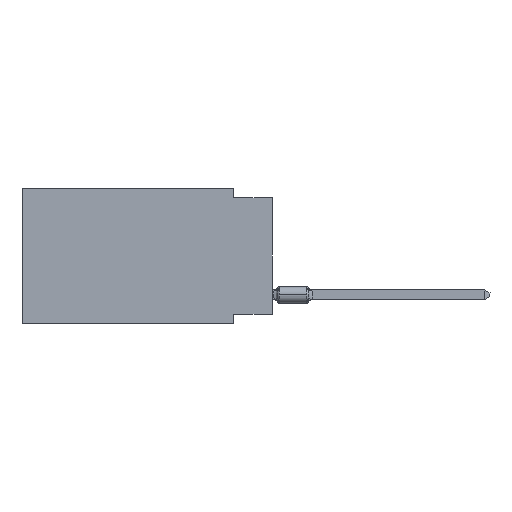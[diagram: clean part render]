
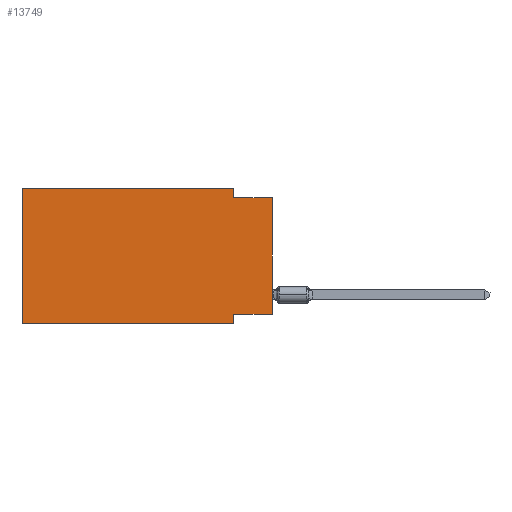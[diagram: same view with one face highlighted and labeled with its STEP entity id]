
A CAD part, left-side view. The second image highlights one B-rep face of the part: STEP entity #13749.
In plain terms, the highlighted planar face has unit normal (-1, 0, 0).
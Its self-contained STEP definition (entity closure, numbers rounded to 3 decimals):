
#335 = EDGE_CURVE ( 'NONE', #4863, #7021, #25137, .T. ) ;
#1689 = PLANE ( 'NONE',  #8280 ) ;
#1789 = EDGE_CURVE ( 'NONE', #2421, #22815, #23773, .T. ) ;
#1968 = CARTESIAN_POINT ( 'NONE',  ( 0., 16.383, 0. ) ) ;
#2421 = VERTEX_POINT ( 'NONE', #21052 ) ;
#2490 = ORIENTED_EDGE ( 'NONE', *, *, #17333, .F. ) ;
#3529 = DIRECTION ( 'NONE',  ( 0., 0., -1. ) ) ;
#3845 = DIRECTION ( 'NONE',  ( 1., 0., 0. ) ) ;
#4053 = DIRECTION ( 'NONE',  ( 0., 1., 0. ) ) ;
#4086 = CARTESIAN_POINT ( 'NONE',  ( 0., 16.383, -8.89 ) ) ;
#4452 = CARTESIAN_POINT ( 'NONE',  ( 0., 16.383, 0. ) ) ;
#4863 = VERTEX_POINT ( 'NONE', #17640 ) ;
#5436 = VECTOR ( 'NONE', #20533, 1000. ) ;
#5683 = CARTESIAN_POINT ( 'NONE',  ( 0., 2.54, 0. ) ) ;
#6018 = LINE ( 'NONE', #25607, #9559 ) ;
#6637 = CARTESIAN_POINT ( 'NONE',  ( 0., 0., -8.255 ) ) ;
#7021 = VERTEX_POINT ( 'NONE', #24294 ) ;
#8214 = EDGE_CURVE ( 'NONE', #22815, #8292, #28017, .T. ) ;
#8280 = AXIS2_PLACEMENT_3D ( 'NONE', #1968, #3845, #17363 ) ;
#8292 = VERTEX_POINT ( 'NONE', #21108 ) ;
#9151 = EDGE_LOOP ( 'NONE', ( #22682, #11244, #14860, #2490, #21676, #20052, #26412, #14295 ) ) ;
#9559 = VECTOR ( 'NONE', #14810, 1000. ) ;
#9892 = LINE ( 'NONE', #22843, #5436 ) ;
#10283 = DIRECTION ( 'NONE',  ( 0., -1., 0. ) ) ;
#11208 = EDGE_CURVE ( 'NONE', #24601, #8292, #19610, .T. ) ;
#11244 = ORIENTED_EDGE ( 'NONE', *, *, #19388, .F. ) ;
#12298 = CARTESIAN_POINT ( 'NONE',  ( 0., 0., -0.635 ) ) ;
#12644 = FACE_OUTER_BOUND ( 'NONE', #9151, .T. ) ;
#13439 = DIRECTION ( 'NONE',  ( 0., -1., 0. ) ) ;
#13749 = ADVANCED_FACE ( 'NONE', ( #12644 ), #1689, .F. ) ;
#14295 = ORIENTED_EDGE ( 'NONE', *, *, #1789, .F. ) ;
#14810 = DIRECTION ( 'NONE',  ( 0., -1., 0. ) ) ;
#14860 = ORIENTED_EDGE ( 'NONE', *, *, #335, .F. ) ;
#14875 = LINE ( 'NONE', #12298, #23532 ) ;
#15427 = VECTOR ( 'NONE', #19221, 1000. ) ;
#16003 = VECTOR ( 'NONE', #3529, 1000. ) ;
#16608 = LINE ( 'NONE', #25394, #21669 ) ;
#17333 = EDGE_CURVE ( 'NONE', #20058, #4863, #6018, .T. ) ;
#17363 = DIRECTION ( 'NONE',  ( 0., 0., -1. ) ) ;
#17589 = DIRECTION ( 'NONE',  ( 0., 0., 1. ) ) ;
#17640 = CARTESIAN_POINT ( 'NONE',  ( 0., 2.54, 0. ) ) ;
#19221 = DIRECTION ( 'NONE',  ( 0., 0., -1. ) ) ;
#19388 = EDGE_CURVE ( 'NONE', #7021, #26734, #14875, .T. ) ;
#19517 = EDGE_CURVE ( 'NONE', #2421, #26734, #16608, .T. ) ;
#19610 = LINE ( 'NONE', #23792, #20765 ) ;
#20052 = ORIENTED_EDGE ( 'NONE', *, *, #11208, .T. ) ;
#20058 = VERTEX_POINT ( 'NONE', #4452 ) ;
#20533 = DIRECTION ( 'NONE',  ( 0., 0., 1. ) ) ;
#20765 = VECTOR ( 'NONE', #13439, 1000. ) ;
#21052 = CARTESIAN_POINT ( 'NONE',  ( 0., 0., -8.255 ) ) ;
#21108 = CARTESIAN_POINT ( 'NONE',  ( 0., 2.54, -8.89 ) ) ;
#21578 = CARTESIAN_POINT ( 'NONE',  ( 0., 2.54, -8.255 ) ) ;
#21669 = VECTOR ( 'NONE', #17589, 1000. ) ;
#21676 = ORIENTED_EDGE ( 'NONE', *, *, #28211, .F. ) ;
#22682 = ORIENTED_EDGE ( 'NONE', *, *, #19517, .T. ) ;
#22815 = VERTEX_POINT ( 'NONE', #21578 ) ;
#22843 = CARTESIAN_POINT ( 'NONE',  ( 0., 16.383, 0. ) ) ;
#23532 = VECTOR ( 'NONE', #10283, 1000. ) ;
#23607 = VECTOR ( 'NONE', #4053, 1000. ) ;
#23773 = LINE ( 'NONE', #6637, #23607 ) ;
#23792 = CARTESIAN_POINT ( 'NONE',  ( 0., 16.383, -8.89 ) ) ;
#24294 = CARTESIAN_POINT ( 'NONE',  ( 0., 2.54, -0.635 ) ) ;
#24601 = VERTEX_POINT ( 'NONE', #4086 ) ;
#24993 = CARTESIAN_POINT ( 'NONE',  ( 0., 0., -0.635 ) ) ;
#25137 = LINE ( 'NONE', #5683, #16003 ) ;
#25394 = CARTESIAN_POINT ( 'NONE',  ( 0., 0., 0. ) ) ;
#25607 = CARTESIAN_POINT ( 'NONE',  ( 0., 16.383, 0. ) ) ;
#25723 = CARTESIAN_POINT ( 'NONE',  ( 0., 2.54, -8.89 ) ) ;
#26412 = ORIENTED_EDGE ( 'NONE', *, *, #8214, .F. ) ;
#26734 = VERTEX_POINT ( 'NONE', #24993 ) ;
#28017 = LINE ( 'NONE', #25723, #15427 ) ;
#28211 = EDGE_CURVE ( 'NONE', #24601, #20058, #9892, .T. ) ;
